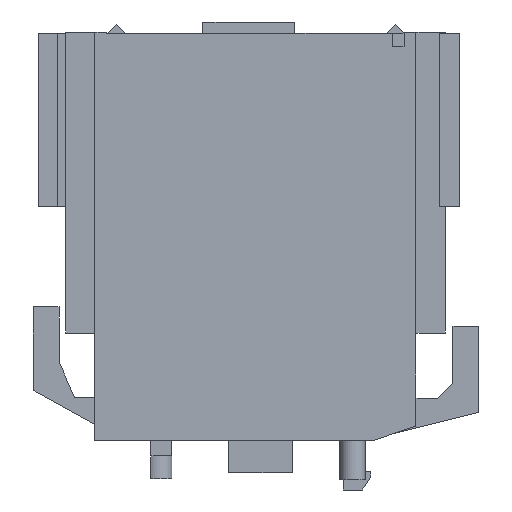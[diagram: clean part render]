
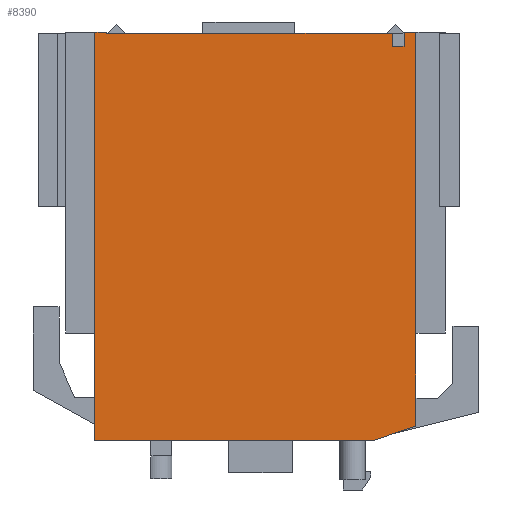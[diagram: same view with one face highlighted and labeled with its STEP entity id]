
A CAD part, left-side view. The second image highlights one B-rep face of the part: STEP entity #8390.
In plain terms, the highlighted planar face has unit normal (-1, 0, 0).
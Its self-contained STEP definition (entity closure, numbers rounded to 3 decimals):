
#438=DIRECTION('',(0.,0.,1.));
#439=VECTOR('',#438,33.);
#440=CARTESIAN_POINT('',(0.,3.64,1.2));
#441=LINE('',#440,#439);
#478=DIRECTION('',(0.,1.,0.));
#479=VECTOR('',#478,1.);
#480=CARTESIAN_POINT('',(0.,3.64,34.2));
#481=LINE('',#480,#479);
#582=DIRECTION('',(0.,-1.,0.));
#583=VECTOR('',#582,23.9);
#584=CARTESIAN_POINT('',(0.,29.54,34.1));
#585=LINE('',#584,#583);
#586=DIRECTION('',(0.,0.947,-0.32));
#587=VECTOR('',#586,3.747);
#588=CARTESIAN_POINT('',(0.,3.64,1.2));
#589=LINE('',#588,#587);
#594=DIRECTION('',(0.,0.,1.));
#595=VECTOR('',#594,0.1);
#596=CARTESIAN_POINT('',(0.,29.54,34.1));
#597=LINE('',#596,#595);
#742=DIRECTION('',(0.,0.,-1.));
#743=VECTOR('',#742,1.2);
#744=CARTESIAN_POINT('',(0.,4.64,34.2));
#745=LINE('',#744,#743);
#754=DIRECTION('',(0.,1.,0.));
#755=VECTOR('',#754,1.);
#756=CARTESIAN_POINT('',(0.,4.64,33.));
#757=LINE('',#756,#755);
#758=DIRECTION('',(0.,0.,1.));
#759=VECTOR('',#758,1.1);
#760=CARTESIAN_POINT('',(0.,5.64,33.));
#761=LINE('',#760,#759);
#878=DIRECTION('',(0.,0.,-1.));
#879=VECTOR('',#878,34.2);
#880=CARTESIAN_POINT('',(0.,30.54,34.2));
#881=LINE('',#880,#879);
#1210=DIRECTION('',(0.,-1.,0.));
#1211=VECTOR('',#1210,23.35);
#1212=CARTESIAN_POINT('',(0.,30.54,0.));
#1213=LINE('',#1212,#1211);
#5567=DIRECTION('',(0.,1.,0.));
#5568=VECTOR('',#5567,1.);
#5569=CARTESIAN_POINT('',(0.,29.54,34.2));
#5570=LINE('',#5569,#5568);
#6027=CARTESIAN_POINT('',(0.,3.64,1.2));
#6028=VERTEX_POINT('',#6027);
#6029=CARTESIAN_POINT('',(0.,3.64,34.2));
#6030=VERTEX_POINT('',#6029);
#6045=CARTESIAN_POINT('',(0.,4.64,34.2));
#6046=VERTEX_POINT('',#6045);
#6055=CARTESIAN_POINT('',(0.,29.54,34.1));
#6056=CARTESIAN_POINT('',(0.,29.54,34.2));
#6057=VERTEX_POINT('',#6055);
#6058=VERTEX_POINT('',#6056);
#6059=CARTESIAN_POINT('',(0.,5.64,34.1));
#6060=VERTEX_POINT('',#6059);
#6061=CARTESIAN_POINT('',(0.,5.64,33.));
#6062=VERTEX_POINT('',#6061);
#6063=CARTESIAN_POINT('',(0.,4.64,33.));
#6064=VERTEX_POINT('',#6063);
#6065=CARTESIAN_POINT('',(0.,7.19,0.));
#6066=VERTEX_POINT('',#6065);
#6067=CARTESIAN_POINT('',(0.,30.54,0.));
#6068=VERTEX_POINT('',#6067);
#6069=CARTESIAN_POINT('',(0.,30.54,34.2));
#6070=VERTEX_POINT('',#6069);
#8363=CARTESIAN_POINT('',(0.,3.64,1.2));
#8364=DIRECTION('',(-1.,0.,0.));
#8365=DIRECTION('',(0.,0.,1.));
#8366=AXIS2_PLACEMENT_3D('',#8363,#8364,#8365);
#8367=PLANE('',#8366);
#8369=ORIENTED_EDGE('',*,*,#8368,.F.);
#8371=ORIENTED_EDGE('',*,*,#8370,.T.);
#8373=ORIENTED_EDGE('',*,*,#8372,.F.);
#8375=ORIENTED_EDGE('',*,*,#8374,.F.);
#8377=ORIENTED_EDGE('',*,*,#8376,.F.);
#8378=ORIENTED_EDGE('',*,*,#8238,.F.);
#8379=ORIENTED_EDGE('',*,*,#8181,.F.);
#8381=ORIENTED_EDGE('',*,*,#8380,.T.);
#8383=ORIENTED_EDGE('',*,*,#8382,.F.);
#8385=ORIENTED_EDGE('',*,*,#8384,.F.);
#8387=ORIENTED_EDGE('',*,*,#8386,.F.);
#8388=EDGE_LOOP('',(#8369,#8371,#8373,#8375,#8377,#8378,#8379,#8381,#8383,#8385,
#8387));
#8389=FACE_OUTER_BOUND('',#8388,.F.);
#8181=EDGE_CURVE('',#6028,#6030,#441,.T.);
#8238=EDGE_CURVE('',#6030,#6046,#481,.T.);
#8368=EDGE_CURVE('',#6057,#6058,#597,.T.);
#8370=EDGE_CURVE('',#6057,#6060,#585,.T.);
#8372=EDGE_CURVE('',#6062,#6060,#761,.T.);
#8374=EDGE_CURVE('',#6064,#6062,#757,.T.);
#8376=EDGE_CURVE('',#6046,#6064,#745,.T.);
#8380=EDGE_CURVE('',#6028,#6066,#589,.T.);
#8382=EDGE_CURVE('',#6068,#6066,#1213,.T.);
#8384=EDGE_CURVE('',#6070,#6068,#881,.T.);
#8386=EDGE_CURVE('',#6058,#6070,#5570,.T.);
#8390=ADVANCED_FACE('',(#8389),#8367,.T.);
